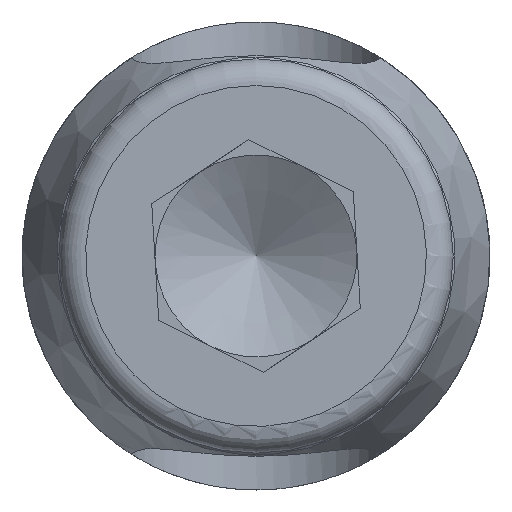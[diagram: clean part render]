
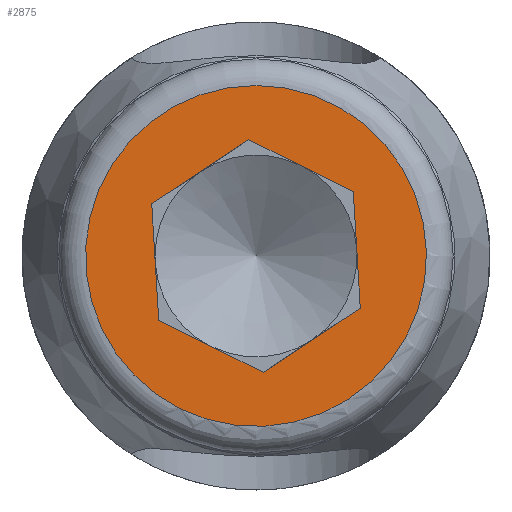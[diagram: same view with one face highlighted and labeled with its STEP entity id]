
A CAD part, front view. The second image highlights one B-rep face of the part: STEP entity #2875.
In plain terms, the highlighted planar face has unit normal (0, -1, 0).
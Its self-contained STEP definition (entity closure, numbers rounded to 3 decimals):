
#101=PLANE('',#3358);
#124=FACE_BOUND('',#461,.T.);
#312=FACE_OUTER_BOUND('',#460,.T.);
#460=EDGE_LOOP('',(#2632,#2633));
#461=EDGE_LOOP('',(#2634,#2635,#2636,#2637,#2638,#2639));
#606=LINE('',#5895,#735);
#607=LINE('',#5897,#736);
#608=LINE('',#5899,#737);
#609=LINE('',#5901,#738);
#610=LINE('',#5903,#739);
#611=LINE('',#5904,#740);
#735=VECTOR('',#4299,1000.);
#736=VECTOR('',#4300,1000.);
#737=VECTOR('',#4301,1000.);
#738=VECTOR('',#4302,1000.);
#739=VECTOR('',#4303,1000.);
#740=VECTOR('',#4304,1000.);
#819=CIRCLE('',#3060,2.55);
#824=CIRCLE('',#3065,2.55);
#1143=VERTEX_POINT('',#5345);
#1144=VERTEX_POINT('',#5346);
#1338=VERTEX_POINT('',#5893);
#1339=VERTEX_POINT('',#5894);
#1340=VERTEX_POINT('',#5896);
#1341=VERTEX_POINT('',#5898);
#1342=VERTEX_POINT('',#5900);
#1343=VERTEX_POINT('',#5902);
#1500=EDGE_CURVE('',#1143,#1144,#819,.T.);
#1505=EDGE_CURVE('',#1144,#1143,#824,.T.);
#1773=EDGE_CURVE('',#1338,#1339,#606,.T.);
#1774=EDGE_CURVE('',#1339,#1340,#607,.T.);
#1775=EDGE_CURVE('',#1340,#1341,#608,.T.);
#1776=EDGE_CURVE('',#1341,#1342,#609,.T.);
#1777=EDGE_CURVE('',#1342,#1343,#610,.T.);
#1778=EDGE_CURVE('',#1343,#1338,#611,.T.);
#2632=ORIENTED_EDGE('',*,*,#1500,.F.);
#2633=ORIENTED_EDGE('',*,*,#1505,.F.);
#2634=ORIENTED_EDGE('',*,*,#1773,.T.);
#2635=ORIENTED_EDGE('',*,*,#1774,.T.);
#2636=ORIENTED_EDGE('',*,*,#1775,.T.);
#2637=ORIENTED_EDGE('',*,*,#1776,.T.);
#2638=ORIENTED_EDGE('',*,*,#1777,.T.);
#2639=ORIENTED_EDGE('',*,*,#1778,.T.);
#2875=ADVANCED_FACE('',(#312,#124),#101,.T.);
#3060=AXIS2_PLACEMENT_3D('',#5347,#3647,#3648);
#3065=AXIS2_PLACEMENT_3D('',#5355,#3657,#3658);
#3358=AXIS2_PLACEMENT_3D('',#5892,#4297,#4298);
#3647=DIRECTION('center_axis',(0.,1.,0.));
#3648=DIRECTION('ref_axis',(0.447,0.,0.895));
#3657=DIRECTION('center_axis',(0.,1.,0.));
#3658=DIRECTION('ref_axis',(0.447,0.,0.895));
#4297=DIRECTION('center_axis',(0.,-1.,0.));
#4298=DIRECTION('ref_axis',(1.,0.,0.));
#4299=DIRECTION('',(0.895,0.,-0.447));
#4300=DIRECTION('',(0.061,0.,-0.998));
#4301=DIRECTION('',(-0.834,0.,-0.552));
#4302=DIRECTION('',(-0.895,0.,0.447));
#4303=DIRECTION('',(-0.061,0.,0.998));
#4304=DIRECTION('',(0.834,0.,0.552));
#5345=CARTESIAN_POINT('',(-1.139,-28.086,-2.282));
#5346=CARTESIAN_POINT('',(0.,-28.086,2.55));
#5347=CARTESIAN_POINT('Origin',(0.,-28.086,
0.));
#5355=CARTESIAN_POINT('Origin',(0.,-28.086,
0.));
#5892=CARTESIAN_POINT('Origin',(0.,-28.086,
0.));
#5893=CARTESIAN_POINT('',(-0.106,-28.086,1.74));
#5894=CARTESIAN_POINT('',(1.454,-28.086,0.962));
#5895=CARTESIAN_POINT('',(-0.106,-28.086,1.74));
#5896=CARTESIAN_POINT('',(1.56,-28.086,-0.779));
#5897=CARTESIAN_POINT('',(1.454,-28.086,0.962));
#5898=CARTESIAN_POINT('',(0.106,-28.086,-1.74));
#5899=CARTESIAN_POINT('',(1.56,-28.086,-0.779));
#5900=CARTESIAN_POINT('',(-1.454,-28.086,-0.962));
#5901=CARTESIAN_POINT('',(0.106,-28.086,-1.74));
#5902=CARTESIAN_POINT('',(-1.56,-28.086,0.779));
#5903=CARTESIAN_POINT('',(-1.454,-28.086,-0.962));
#5904=CARTESIAN_POINT('',(-1.56,-28.086,0.779));
